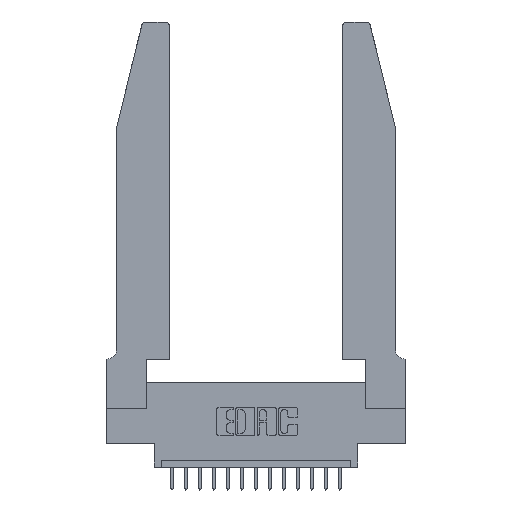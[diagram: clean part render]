
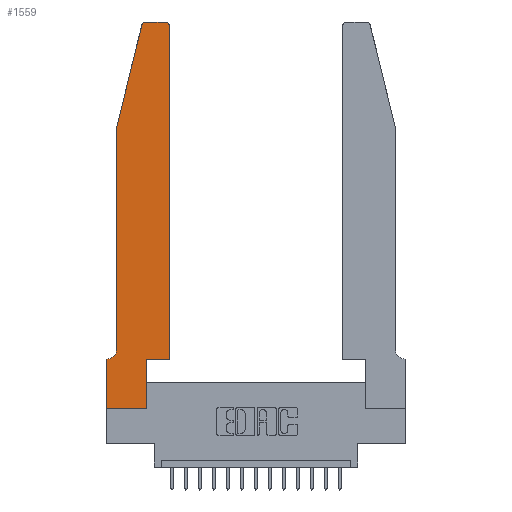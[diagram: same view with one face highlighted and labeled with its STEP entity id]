
A CAD part, top view. The second image highlights one B-rep face of the part: STEP entity #1559.
In plain terms, the highlighted planar face has unit normal (0, 0, 1).
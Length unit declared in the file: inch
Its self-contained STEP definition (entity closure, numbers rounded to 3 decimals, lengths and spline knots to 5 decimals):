
#167 = DIRECTION ( 'NONE',  ( 1., 0., 0. ) ) ;
#410 = CARTESIAN_POINT ( 'NONE',  ( 0.2865, 0., 0.37 ) ) ;
#420 = VECTOR ( 'NONE', #11471, 39.37008 ) ;
#530 = LINE ( 'NONE', #16296, #8147 ) ;
#630 = ORIENTED_EDGE ( 'NONE', *, *, #17775, .T. ) ;
#685 = EDGE_CURVE ( 'NONE', #1281, #17012, #9542, .T. ) ;
#876 = LINE ( 'NONE', #5733, #420 ) ;
#1270 = EDGE_CURVE ( 'NONE', #12614, #6105, #12519, .T. ) ;
#1281 = VERTEX_POINT ( 'NONE', #9253 ) ;
#1404 = DIRECTION ( 'NONE',  ( 0., -1., 0. ) ) ;
#1559 = ADVANCED_FACE ( 'NONE', ( #5399 ), #14814, .T. ) ;
#1594 = DIRECTION ( 'NONE',  ( 0., -1., 0. ) ) ;
#1627 = ORIENTED_EDGE ( 'NONE', *, *, #9470, .T. ) ;
#1628 = CARTESIAN_POINT ( 'NONE',  ( 0.25487, 2.72718, 0.37 ) ) ;
#2035 = DIRECTION ( 'NONE',  ( -1., 0., 0. ) ) ;
#2037 = ORIENTED_EDGE ( 'NONE', *, *, #5996, .T. ) ;
#2364 = EDGE_CURVE ( 'NONE', #10282, #16437, #12612, .T. ) ;
#2438 = VERTEX_POINT ( 'NONE', #1628 ) ;
#2456 = VECTOR ( 'NONE', #1404, 39.37008 ) ;
#2496 = DIRECTION ( 'NONE',  ( -0.239, -0.971, 0. ) ) ;
#2505 = CIRCLE ( 'NONE', #5893, 0.03 ) ;
#2544 = LINE ( 'NONE', #6231, #4990 ) ;
#2960 = ORIENTED_EDGE ( 'NONE', *, *, #8088, .T. ) ;
#3326 = DIRECTION ( 'NONE',  ( 0., 0., 1. ) ) ;
#4100 = EDGE_CURVE ( 'NONE', #10744, #17456, #5549, .T. ) ;
#4798 = DIRECTION ( 'NONE',  ( 1., 0., 0. ) ) ;
#4990 = VECTOR ( 'NONE', #2496, 39.37008 ) ;
#5399 = FACE_OUTER_BOUND ( 'NONE', #13083, .T. ) ;
#5500 = CARTESIAN_POINT ( 'NONE',  ( 0.0755, 2., 0.37 ) ) ;
#5549 = LINE ( 'NONE', #17114, #13446 ) ;
#5723 = ORIENTED_EDGE ( 'NONE', *, *, #2364, .T. ) ;
#5733 = CARTESIAN_POINT ( 'NONE',  ( 0.2865, 0.35, 0.37 ) ) ;
#5893 = AXIS2_PLACEMENT_3D ( 'NONE', #5900, #9016, #167 ) ;
#5900 = CARTESIAN_POINT ( 'NONE',  ( 0.284, 2.72, 0.37 ) ) ;
#5996 = EDGE_CURVE ( 'NONE', #9653, #10744, #9305, .T. ) ;
#6105 = VERTEX_POINT ( 'NONE', #8785 ) ;
#6231 = CARTESIAN_POINT ( 'NONE',  ( 0.0755, 2., 0.37 ) ) ;
#6487 = CARTESIAN_POINT ( 'NONE',  ( 0.4505, 0.35, 0.37 ) ) ;
#6648 = ORIENTED_EDGE ( 'NONE', *, *, #6879, .T. ) ;
#6817 = AXIS2_PLACEMENT_3D ( 'NONE', #17795, #16211, #4798 ) ;
#6879 = EDGE_CURVE ( 'NONE', #16437, #12614, #16470, .T. ) ;
#6976 = CARTESIAN_POINT ( 'NONE',  ( 0.0055, 0.42, 0.37 ) ) ;
#7068 = DIRECTION ( 'NONE',  ( 1., 0., 0. ) ) ;
#7428 = VERTEX_POINT ( 'NONE', #8912 ) ;
#7776 = CARTESIAN_POINT ( 'NONE',  ( 0.4205, 2.72, 0.37 ) ) ;
#8088 = EDGE_CURVE ( 'NONE', #7428, #2438, #2505, .T. ) ;
#8147 = VECTOR ( 'NONE', #2035, 39.37008 ) ;
#8275 = AXIS2_PLACEMENT_3D ( 'NONE', #6976, #15576, #12727 ) ;
#8785 = CARTESIAN_POINT ( 'NONE',  ( 0.4205, 2.75, 0.37 ) ) ;
#8912 = CARTESIAN_POINT ( 'NONE',  ( 0.284, 2.75, 0.37 ) ) ;
#9016 = DIRECTION ( 'NONE',  ( 0., 0., 1. ) ) ;
#9102 = EDGE_CURVE ( 'NONE', #13653, #1281, #14590, .T. ) ;
#9228 = CARTESIAN_POINT ( 'NONE',  ( 0., 0., 0.37 ) ) ;
#9253 = CARTESIAN_POINT ( 'NONE',  ( 0.0755, 0.42, 0.37 ) ) ;
#9305 = LINE ( 'NONE', #13612, #11736 ) ;
#9365 = DIRECTION ( 'NONE',  ( 0., 1., 0. ) ) ;
#9470 = EDGE_CURVE ( 'NONE', #6105, #7428, #13000, .T. ) ;
#9515 = CARTESIAN_POINT ( 'NONE',  ( 0.0755, 2., 0.37 ) ) ;
#9542 = CIRCLE ( 'NONE', #8275, 0.07 ) ;
#9617 = ORIENTED_EDGE ( 'NONE', *, *, #9102, .T. ) ;
#9653 = VERTEX_POINT ( 'NONE', #18287 ) ;
#9750 = ORIENTED_EDGE ( 'NONE', *, *, #4100, .T. ) ;
#10282 = VERTEX_POINT ( 'NONE', #16891 ) ;
#10374 = CARTESIAN_POINT ( 'NONE',  ( 0.4505, 0.35, 0.37 ) ) ;
#10509 = ORIENTED_EDGE ( 'NONE', *, *, #1270, .T. ) ;
#10744 = VERTEX_POINT ( 'NONE', #9228 ) ;
#10850 = ORIENTED_EDGE ( 'NONE', *, *, #13311, .T. ) ;
#11018 = CARTESIAN_POINT ( 'NONE',  ( 0.0055, 0.35, 0.37 ) ) ;
#11113 = CARTESIAN_POINT ( 'NONE',  ( 0.4505, 0.35, 0.37 ) ) ;
#11471 = DIRECTION ( 'NONE',  ( 0., 1., 0. ) ) ;
#11736 = VECTOR ( 'NONE', #1594, 39.37008 ) ;
#11785 = DIRECTION ( 'NONE',  ( -1., 0., 0. ) ) ;
#11851 = CARTESIAN_POINT ( 'NONE',  ( 0.4505, 2.72, 0.37 ) ) ;
#11864 = VECTOR ( 'NONE', #11785, 39.37008 ) ;
#12519 = CIRCLE ( 'NONE', #15287, 0.03 ) ;
#12612 = LINE ( 'NONE', #10374, #15545 ) ;
#12614 = VERTEX_POINT ( 'NONE', #11851 ) ;
#12727 = DIRECTION ( 'NONE',  ( -1., 0., 0. ) ) ;
#13000 = LINE ( 'NONE', #16208, #11864 ) ;
#13083 = EDGE_LOOP ( 'NONE', ( #1627, #2960, #10850, #9617, #13651, #16251, #2037, #9750, #630, #5723, #6648, #10509 ) ) ;
#13311 = EDGE_CURVE ( 'NONE', #2438, #13653, #2544, .T. ) ;
#13446 = VECTOR ( 'NONE', #7068, 39.37008 ) ;
#13581 = EDGE_CURVE ( 'NONE', #17012, #9653, #530, .T. ) ;
#13612 = CARTESIAN_POINT ( 'NONE',  ( 0., 0., 0.37 ) ) ;
#13651 = ORIENTED_EDGE ( 'NONE', *, *, #685, .T. ) ;
#13653 = VERTEX_POINT ( 'NONE', #9515 ) ;
#14590 = LINE ( 'NONE', #5500, #2456 ) ;
#14639 = VECTOR ( 'NONE', #9365, 39.37008 ) ;
#14814 = PLANE ( 'NONE',  #6817 ) ;
#15287 = AXIS2_PLACEMENT_3D ( 'NONE', #7776, #3326, #16230 ) ;
#15545 = VECTOR ( 'NONE', #16346, 39.37008 ) ;
#15576 = DIRECTION ( 'NONE',  ( 0., 0., -1. ) ) ;
#16208 = CARTESIAN_POINT ( 'NONE',  ( 0.2605, 2.75, 0.37 ) ) ;
#16211 = DIRECTION ( 'NONE',  ( 0., 0., 1. ) ) ;
#16230 = DIRECTION ( 'NONE',  ( 1., 0., 0. ) ) ;
#16251 = ORIENTED_EDGE ( 'NONE', *, *, #13581, .T. ) ;
#16296 = CARTESIAN_POINT ( 'NONE',  ( 0.0755, 0.35, 0.37 ) ) ;
#16346 = DIRECTION ( 'NONE',  ( 1., 0., 0. ) ) ;
#16437 = VERTEX_POINT ( 'NONE', #11113 ) ;
#16470 = LINE ( 'NONE', #6487, #14639 ) ;
#16891 = CARTESIAN_POINT ( 'NONE',  ( 0.2865, 0.35, 0.37 ) ) ;
#17012 = VERTEX_POINT ( 'NONE', #11018 ) ;
#17114 = CARTESIAN_POINT ( 'NONE',  ( 0., 0., 0.37 ) ) ;
#17456 = VERTEX_POINT ( 'NONE', #410 ) ;
#17775 = EDGE_CURVE ( 'NONE', #17456, #10282, #876, .T. ) ;
#17795 = CARTESIAN_POINT ( 'NONE',  ( 0., 0.35, 0.37 ) ) ;
#18287 = CARTESIAN_POINT ( 'NONE',  ( 0., 0.35, 0.37 ) ) ;
